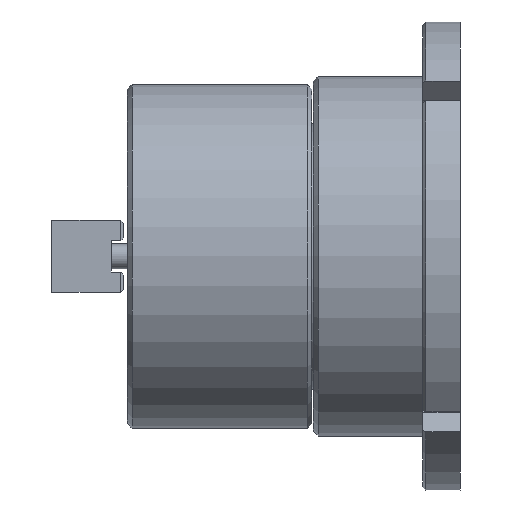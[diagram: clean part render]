
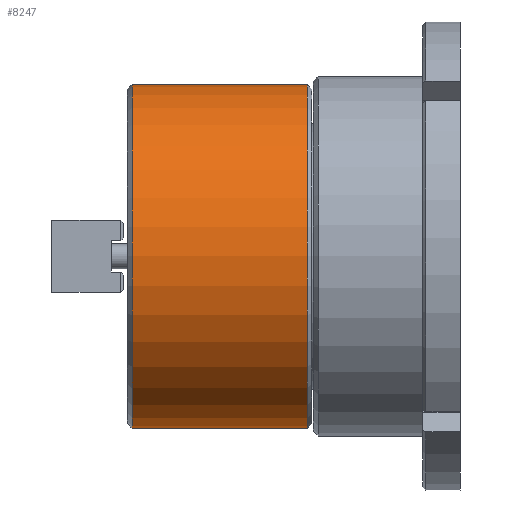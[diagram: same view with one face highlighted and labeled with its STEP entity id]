
A CAD part, left-side view. The second image highlights one B-rep face of the part: STEP entity #8247.
In plain terms, the highlighted cylindrical face has radius 55 mm (diameter 110 mm), a partial arc.
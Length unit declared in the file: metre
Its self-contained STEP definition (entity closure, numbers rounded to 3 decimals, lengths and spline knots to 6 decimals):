
#542 = VERTEX_POINT ( 'NONE', #1903 ) ;
#822 = CIRCLE ( 'NONE', #19428, 0.055 ) ;
#958 = CARTESIAN_POINT ( 'NONE',  ( -0.0015, 0., -0.055 ) ) ;
#1764 = VECTOR ( 'NONE', #14234, 1. ) ;
#1903 = CARTESIAN_POINT ( 'NONE',  ( -0.0015, 0., 0.055 ) ) ;
#2676 = DIRECTION ( 'NONE',  ( -1., 0., 0. ) ) ;
#3650 = EDGE_LOOP ( 'NONE', ( #18367, #12345, #24260, #26654 ) ) ;
#3811 = LINE ( 'NONE', #18298, #25204 ) ;
#3939 = DIRECTION ( 'NONE',  ( 1., 0., 0. ) ) ;
#4259 = EDGE_CURVE ( 'NONE', #10182, #17078, #14165, .T. ) ;
#4351 = AXIS2_PLACEMENT_3D ( 'NONE', #17875, #5450, #19923 ) ;
#5450 = DIRECTION ( 'NONE',  ( 1., 0., 0. ) ) ;
#7935 = CARTESIAN_POINT ( 'NONE',  ( 0., 0., 0. ) ) ;
#8059 = FACE_OUTER_BOUND ( 'NONE', #3650, .T. ) ;
#8247 = ADVANCED_FACE ( 'NONE', ( #8059 ), #18433, .T. ) ;
#10182 = VERTEX_POINT ( 'NONE', #10521 ) ;
#10521 = CARTESIAN_POINT ( 'NONE',  ( -0.0575, 0., -0.055 ) ) ;
#12345 = ORIENTED_EDGE ( 'NONE', *, *, #15606, .T. ) ;
#12908 = VERTEX_POINT ( 'NONE', #13799 ) ;
#13497 = AXIS2_PLACEMENT_3D ( 'NONE', #7935, #3939, #20413 ) ;
#13799 = CARTESIAN_POINT ( 'NONE',  ( -0.0575, 0., 0.055 ) ) ;
#14165 = LINE ( 'NONE', #24524, #1764 ) ;
#14234 = DIRECTION ( 'NONE',  ( 1., 0., 0. ) ) ;
#15131 = CARTESIAN_POINT ( 'NONE',  ( -0.0015, 0., 0. ) ) ;
#15606 = EDGE_CURVE ( 'NONE', #12908, #10182, #21064, .T. ) ;
#16247 = DIRECTION ( 'NONE',  ( 1., 0., 0. ) ) ;
#17078 = VERTEX_POINT ( 'NONE', #958 ) ;
#17214 = DIRECTION ( 'NONE',  ( 0., 0., -1. ) ) ;
#17875 = CARTESIAN_POINT ( 'NONE',  ( -0.0575, 0., 0. ) ) ;
#18298 = CARTESIAN_POINT ( 'NONE',  ( 0., 0., 0.055 ) ) ;
#18367 = ORIENTED_EDGE ( 'NONE', *, *, #19847, .F. ) ;
#18433 = CYLINDRICAL_SURFACE ( 'NONE', #13497, 0.055 ) ;
#19428 = AXIS2_PLACEMENT_3D ( 'NONE', #15131, #2676, #17214 ) ;
#19847 = EDGE_CURVE ( 'NONE', #12908, #542, #3811, .T. ) ;
#19923 = DIRECTION ( 'NONE',  ( 0., 0., 1. ) ) ;
#20413 = DIRECTION ( 'NONE',  ( 0., 0., -1. ) ) ;
#21064 = CIRCLE ( 'NONE', #4351, 0.055 ) ;
#24260 = ORIENTED_EDGE ( 'NONE', *, *, #4259, .T. ) ;
#24524 = CARTESIAN_POINT ( 'NONE',  ( 0., 0., -0.055 ) ) ;
#25204 = VECTOR ( 'NONE', #16247, 1. ) ;
#25521 = EDGE_CURVE ( 'NONE', #17078, #542, #822, .T. ) ;
#26654 = ORIENTED_EDGE ( 'NONE', *, *, #25521, .T. ) ;
